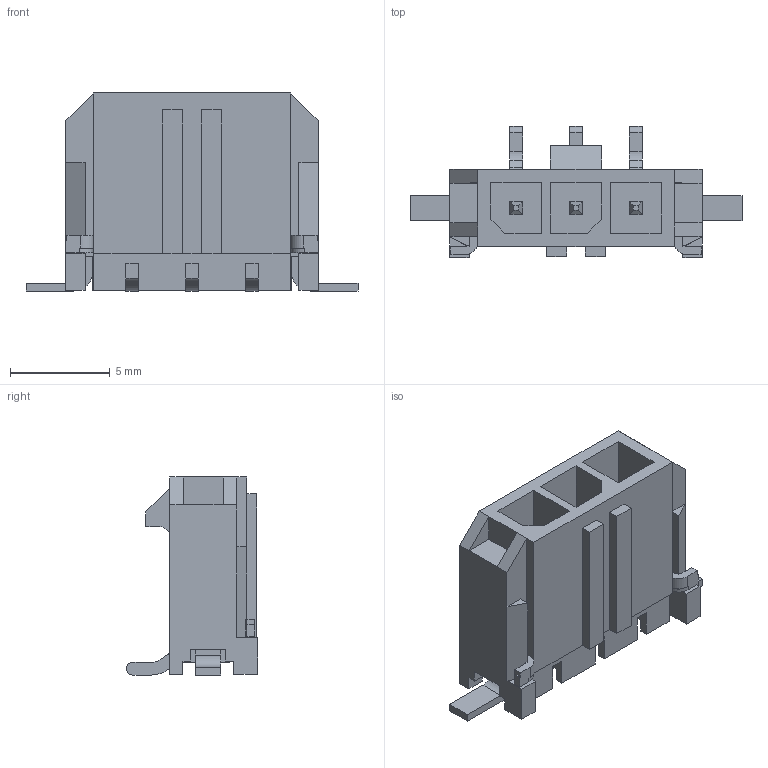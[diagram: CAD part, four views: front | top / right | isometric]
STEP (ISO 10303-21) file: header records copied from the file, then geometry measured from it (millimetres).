
FILE_DESCRIPTION((''),'2;1');
FILE_NAME('436500324','2020-10-20T',('me'),(''),'PRO/ENGINEER BY PARAMETRIC TECHNOLOGY CORPORATION, 2016010','PRO/ENGINEER BY PARAMETRIC TECHNOLOGY CORPORATION, 2016010','');
FILE_SCHEMA(('CONFIG_CONTROL_DESIGN'));
Length unit declared in the file: millimetre
Products named in the file (1): 436500324
Bounding box: 16.65 x 6.57 x 9.93 mm (x, y, z)
Volume: 323.2 mm3; surface area: 789.3 mm2
Topology: 2 solids, 2 shells, 295 faces, 816 edges, 532 vertices
Faces by surface type: plane 265, cylinder 30
Entity records: 9224 total; most frequent: CARTESIAN_POINT 1624, ORIENTED_EDGE 1592, DIRECTION 1480, EDGE_CURVE 796, VECTOR 744, LINE 744, VERTEX_POINT 512, AXIS2_PLACEMENT_3D 368
